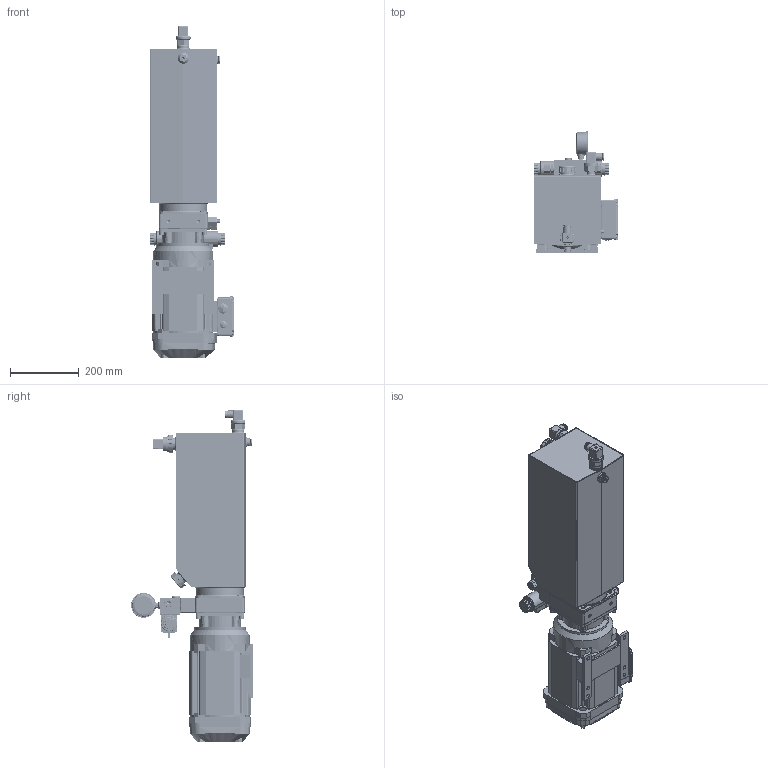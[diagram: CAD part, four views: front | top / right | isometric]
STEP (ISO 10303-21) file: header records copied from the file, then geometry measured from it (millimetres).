
FILE_DESCRIPTION(('FreeCAD Model'),'2;1');
FILE_NAME('Open CASCADE Shape Model','2025-05-03T09:07:38',('FreeCAD'),( 'FreeCAD'),'Open CASCADE STEP processor 7.6','FreeCAD','Unknown');
FILE_SCHEMA(('AUTOMOTIVE_DESIGN { 1 0 10303 214 1 1 1 1 }'));
Products named in the file (1): Open CASCADE STEP translator 7.6 1
Bounding box: 247.1 x 354.26 x 966.01 mm (x, y, z)
Volume: 13369372.8 mm3; surface area: 1710703 mm2
Topology: 51 solids, 695 shells, 4281 faces, 12227 edges, 8833 vertices
Faces by surface type: bspline 4281
Entity records: 169453 total; most frequent: CARTESIAN_POINT 101924, ORIENTED_EDGE 21356, EDGE_CURVE 12145, VERTEX_POINT 8831, B_SPLINE_CURVE_WITH_KNOTS 7812, FACE_BOUND 4663, EDGE_LOOP 4663, ADVANCED_FACE 4280
